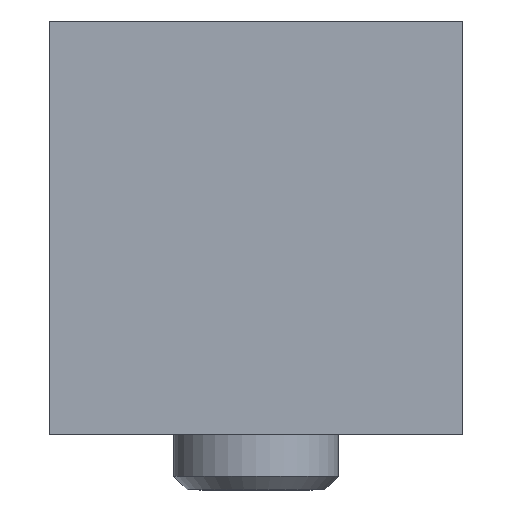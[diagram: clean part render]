
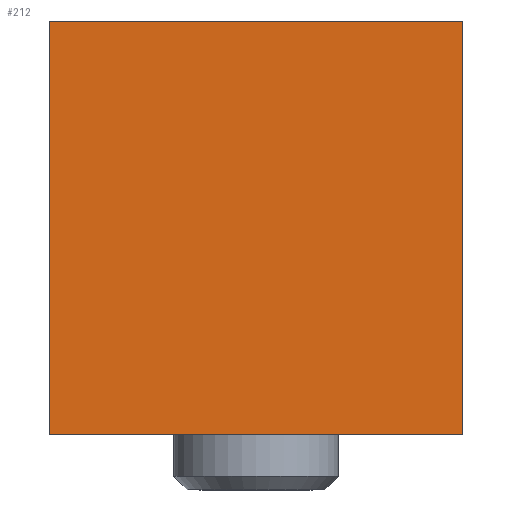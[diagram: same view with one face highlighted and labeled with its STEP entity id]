
A CAD part, front view. The second image highlights one B-rep face of the part: STEP entity #212.
In plain terms, the highlighted planar face has unit normal (0, -1, 0).
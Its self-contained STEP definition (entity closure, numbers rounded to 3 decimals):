
#19 = VERTEX_POINT ( 'NONE', #794 ) ;
#32 = EDGE_CURVE ( 'NONE', #2433, #478, #1080, .T. ) ;
#80 = ORIENTED_EDGE ( 'NONE', *, *, #1916, .F. ) ;
#87 = VECTOR ( 'NONE', #2054, 1000. ) ;
#132 = VERTEX_POINT ( 'NONE', #1355 ) ;
#140 = VECTOR ( 'NONE', #2893, 1000. ) ;
#212 = ADVANCED_FACE ( 'NONE', ( #246 ), #2798, .F. ) ;
#246 = FACE_OUTER_BOUND ( 'NONE', #945, .T. ) ;
#391 = VECTOR ( 'NONE', #1680, 1000. ) ;
#415 = EDGE_CURVE ( 'NONE', #132, #478, #2975, .T. ) ;
#478 = VERTEX_POINT ( 'NONE', #893 ) ;
#769 = DIRECTION ( 'NONE',  ( 0., 0., 1. ) ) ;
#794 = CARTESIAN_POINT ( 'NONE',  ( 7.5, -23.5, 5.5 ) ) ;
#893 = CARTESIAN_POINT ( 'NONE',  ( -7.5, -23.5, -9.5 ) ) ;
#927 = CARTESIAN_POINT ( 'NONE',  ( 7.5, -23.5, -9.5 ) ) ;
#945 = EDGE_LOOP ( 'NONE', ( #2465, #2888, #80, #2663 ) ) ;
#950 = LINE ( 'NONE', #2516, #87 ) ;
#1030 = CARTESIAN_POINT ( 'NONE',  ( 7.5, -23.5, -9.5 ) ) ;
#1080 = LINE ( 'NONE', #2763, #2424 ) ;
#1164 = EDGE_CURVE ( 'NONE', #19, #2433, #1437, .T. ) ;
#1355 = CARTESIAN_POINT ( 'NONE',  ( 7.5, -23.5, -9.5 ) ) ;
#1419 = AXIS2_PLACEMENT_3D ( 'NONE', #1030, #2065, #769 ) ;
#1437 = LINE ( 'NONE', #2996, #140 ) ;
#1680 = DIRECTION ( 'NONE',  ( -1., 0., 0. ) ) ;
#1916 = EDGE_CURVE ( 'NONE', #19, #132, #950, .T. ) ;
#2054 = DIRECTION ( 'NONE',  ( 0., 0., -1. ) ) ;
#2065 = DIRECTION ( 'NONE',  ( 0., 1., 0. ) ) ;
#2424 = VECTOR ( 'NONE', #3015, 1000. ) ;
#2433 = VERTEX_POINT ( 'NONE', #2556 ) ;
#2465 = ORIENTED_EDGE ( 'NONE', *, *, #32, .T. ) ;
#2516 = CARTESIAN_POINT ( 'NONE',  ( 7.5, -23.5, -9.5 ) ) ;
#2556 = CARTESIAN_POINT ( 'NONE',  ( -7.5, -23.5, 5.5 ) ) ;
#2663 = ORIENTED_EDGE ( 'NONE', *, *, #1164, .T. ) ;
#2763 = CARTESIAN_POINT ( 'NONE',  ( -7.5, -23.5, -9.5 ) ) ;
#2798 = PLANE ( 'NONE',  #1419 ) ;
#2888 = ORIENTED_EDGE ( 'NONE', *, *, #415, .F. ) ;
#2893 = DIRECTION ( 'NONE',  ( -1., 0., 0. ) ) ;
#2975 = LINE ( 'NONE', #927, #391 ) ;
#2996 = CARTESIAN_POINT ( 'NONE',  ( 7.5, -23.5, 5.5 ) ) ;
#3015 = DIRECTION ( 'NONE',  ( 0., 0., -1. ) ) ;
